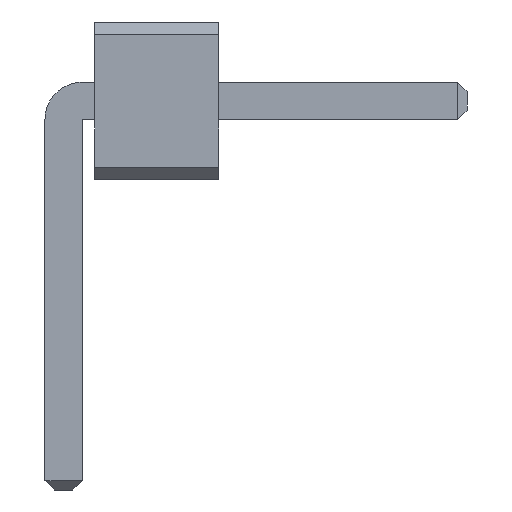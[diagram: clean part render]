
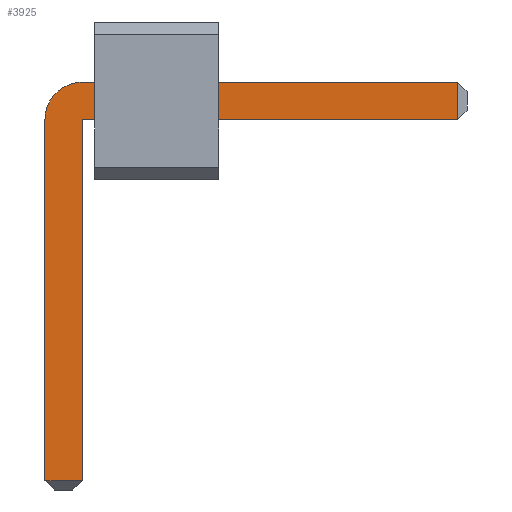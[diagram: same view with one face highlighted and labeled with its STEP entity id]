
A CAD part, front view. The second image highlights one B-rep face of the part: STEP entity #3925.
In plain terms, the highlighted planar face has unit normal (0, -1, 0).
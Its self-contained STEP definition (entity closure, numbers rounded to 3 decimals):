
#13=DIRECTION('',(0.,0.,1.));
#1765=VECTOR('',#13,1.);
#3696=DIRECTION('',(0.,0.,-1.));
#3728=VECTOR('',#3729,1.);
#3729=DIRECTION('',(1.,0.,0.));
#3735=VECTOR('',#3696,1.);
#3742=VECTOR('',#3743,1.);
#3743=DIRECTION('',(-1.,0.,0.));
#3764=DIRECTION('',(-0.,1.,0.));
#3768=DIRECTION('',(0.,1.,0.));
#3769=DIRECTION('',(0.,0.,1.));
#3776=VERTEX_POINT('',#3777);
#3777=CARTESIAN_POINT('',(0.15,-29.15,0.785));
#3779=ORIENTED_EDGE('',*,*,#3780,.T.);
#3780=EDGE_CURVE('',#3776,#3781,#3783,.T.);
#3781=VERTEX_POINT('',#3782);
#3782=CARTESIAN_POINT('',(3.175,-29.15,0.785));
#3783=LINE('',#3784,#3728);
#3784=CARTESIAN_POINT('',(-0.15,-29.15,0.785));
#3821=EDGE_CURVE('',#3822,#3776,#3824,.T.);
#3822=VERTEX_POINT('',#3823);
#3823=CARTESIAN_POINT('',(-0.15,-29.15,0.485));
#3824=CIRCLE('',#3825,0.3);
#3825=AXIS2_PLACEMENT_3D('',#3826,#3764,#3696);
#3826=CARTESIAN_POINT('',(0.15,-29.15,0.485));
#3838=VERTEX_POINT('',#3839);
#3839=CARTESIAN_POINT('',(3.175,-29.15,0.485));
#3841=ORIENTED_EDGE('',*,*,#3842,.T.);
#3842=EDGE_CURVE('',#3838,#3843,#3844,.T.);
#3843=VERTEX_POINT('',#3826);
#3844=LINE('',#3845,#3742);
#3845=CARTESIAN_POINT('',(3.25,-29.15,0.485));
#3857=VERTEX_POINT('',#3858);
#3858=CARTESIAN_POINT('',(-0.15,-29.15,-2.425));
#3860=ORIENTED_EDGE('',*,*,#3861,.T.);
#3861=EDGE_CURVE('',#3857,#3822,#3862,.T.);
#3862=LINE('',#3863,#1765);
#3863=CARTESIAN_POINT('',(-0.15,-29.15,-2.5));
#3871=ORIENTED_EDGE('',*,*,#3872,.T.);
#3872=EDGE_CURVE('',#3843,#3873,#3875,.T.);
#3873=VERTEX_POINT('',#3874);
#3874=CARTESIAN_POINT('',(0.15,-29.15,-2.425));
#3875=LINE('',#3826,#3735);
#3925=ADVANCED_FACE('',(#3926),#3935,.F.);
#3926=FACE_BOUND('',#3927,.F.);
#3927=EDGE_LOOP('',(#3779,#3928,#3841,#3871,#3931,#3860,#3934));
#3928=ORIENTED_EDGE('',*,*,#3929,.T.);
#3929=EDGE_CURVE('',#3781,#3838,#3930,.T.);
#3930=LINE('',#3782,#3735);
#3931=ORIENTED_EDGE('',*,*,#3932,.T.);
#3932=EDGE_CURVE('',#3873,#3857,#3933,.T.);
#3933=LINE('',#3874,#3742);
#3934=ORIENTED_EDGE('',*,*,#3821,.T.);
#3935=PLANE('',#3936);
#3936=AXIS2_PLACEMENT_3D('',#3937,#3768,#3769);
#3937=CARTESIAN_POINT('',(0.858,-29.15,-0.165));
